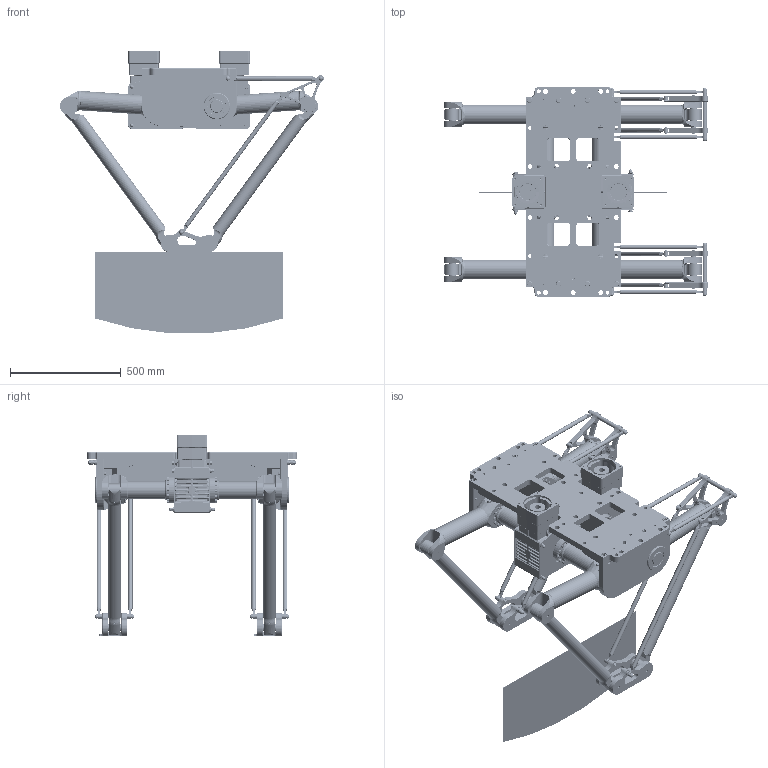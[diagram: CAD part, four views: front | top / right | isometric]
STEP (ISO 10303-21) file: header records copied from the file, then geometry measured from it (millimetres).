
FILE_DESCRIPTION(/* description */ (''),/* implementation_level */ '2;1');
FILE_NAME(/* name */ '3D-model_A_00897.stp',/* time_stamp */ '2022-11-03T16:33:51+01:00',/* author */ ('Simon.Eble'),/* organization */ ('Majatronic'),/* preprocessor_version */ 'ST-DEVELOPER v16.5',/* originating_system */ 'Autodesk Inventor 2017',/* authorisation */ '');
FILE_SCHEMA (('AUTOMOTIVE_DESIGN { 1 0 10303 214 3 1 1 }'));
Products named in the file (10): A_00897_DUMMY; MT_WST00113163 Dummy Oberarm; MT_WST00113162 Dummy Oberarm; MT_WST00113160; MT_WST00065199MT_WST; MT_WST00060925MT_WST; MT_WST00113164; MT_WST00113161; MT_WST00113131; MT_WST00106243 Dummy Kopfplatte
Assembly tree (22 placements, depth 2):
  A_00897_DUMMY
    MT_WST00113163 Dummy Oberarm  x2
    MT_WST00113162 Dummy Oberarm  x2
    MT_WST00113161  x4
    MT_WST00113160  x4
    MT_WST00065199MT_WST  x2
    MT_WST00113164  x4
    MT_WST00060925MT_WST  x2
    MT_WST00113131
    MT_WST00106243 Dummy Kopfplatte
Bounding box: 1193.99 x 950 x 1277.48 mm (x, y, z)
Volume: 72741402.9 mm3; surface area: 6098766.6 mm2
Topology: 22 solids, 22 shells, 8174 faces, 20396 edges, 12714 vertices
Faces by surface type: plane 3103, cylinder 2522, bspline 1226, cone 924, torus 251, sphere 148
Full cylindrical faces by diameter (mm): 3 x4, 4.77 x8, 4.917 x24, 4.918 x4, 6 x2, 6.647 x12, 8 x8, 8.376 x8, 9.6 x4, 10 x68, 11 x4, 12 x9, 13 x96, 15 x16, 15.4 x7, 17 x4, 17.2 x8, 17.294 x14, 18 x32, 19.98 x16, 20 x68, 22 x18, 24 x8, 25 x4, 26 x8, 28 x2, 32 x16, 45 x2, 48 x2, 55 x8
Entity records: 278830 total; most frequent: CARTESIAN_POINT 113330, DIRECTION 33240, ORIENTED_EDGE 33084, EDGE_CURVE 16542, AXIS2_PLACEMENT_3D 13128, VERTEX_POINT 10670, EDGE_LOOP 8120, LINE 6984
